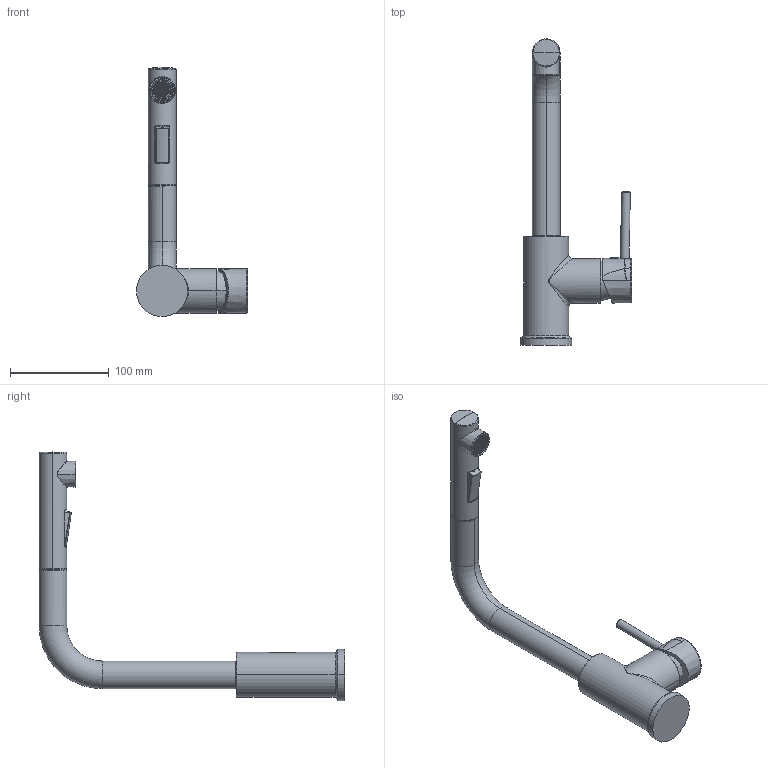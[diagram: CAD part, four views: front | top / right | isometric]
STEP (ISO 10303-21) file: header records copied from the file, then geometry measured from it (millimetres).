
FILE_DESCRIPTION((''),'2;1');
FILE_NAME('8200-5113','2021-04-09T14:19:56',('jinson.thomas'),(''),'CREO PARAMETRIC BY PTC INC, 2018400','CREO PARAMETRIC BY PTC INC, 2018400','');
FILE_SCHEMA(('CONFIG_CONTROL_DESIGN'));
Length unit declared in the file: inch
Products named in the file (1): 8200-5113
Bounding box: 112.36 x 309.35 x 252 mm (x, y, z)
Volume: 536910.5 mm3; surface area: 70691.1 mm2
Topology: 1 solids, 1 shells, 1263 faces, 3621 edges, 2369 vertices
Faces by surface type: plane 851, cylinder 197, torus 100, cone 63, bspline 46, sphere 4, extrusion 2
Entity records: 46420 total; most frequent: CARTESIAN_POINT 13608, ORIENTED_EDGE 7230, DIRECTION 6063, EDGE_CURVE 3615, VECTOR 2601, LINE 2599, VERTEX_POINT 2369, AXIS2_PLACEMENT_3D 1731
